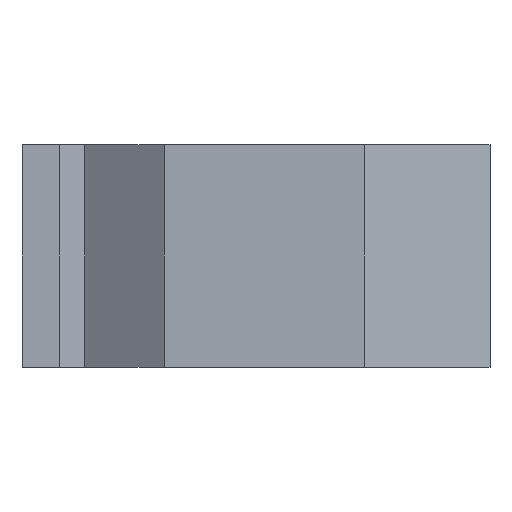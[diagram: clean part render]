
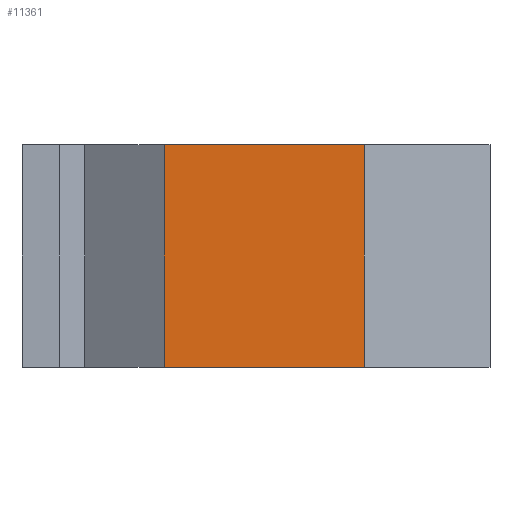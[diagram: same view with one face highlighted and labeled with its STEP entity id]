
A CAD part, front view. The second image highlights one B-rep face of the part: STEP entity #11361.
In plain terms, the highlighted planar face has unit normal (0, 1, 0).
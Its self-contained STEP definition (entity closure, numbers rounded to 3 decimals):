
#71 = PLANE('',#72);
#72 = AXIS2_PLACEMENT_3D('',#73,#74,#75);
#73 = CARTESIAN_POINT('',(9.,1.,30.));
#74 = DIRECTION('',(-0.,0.,-1.));
#75 = DIRECTION('',(-1.,0.,0.));
#918 = PLANE('',#919);
#919 = AXIS2_PLACEMENT_3D('',#920,#921,#922);
#920 = CARTESIAN_POINT('',(44.539,1.,0.));
#921 = DIRECTION('',(0.,-0.,1.));
#922 = DIRECTION('',(1.,0.,0.));
#2418 = VERTEX_POINT('',#2419);
#2419 = CARTESIAN_POINT('',(39.053,-17.,30.));
#2433 = PLANE('',#2434);
#2434 = AXIS2_PLACEMENT_3D('',#2435,#2436,#2437);
#2435 = CARTESIAN_POINT('',(47.526,-12.108,15.));
#2436 = DIRECTION('',(0.5,-0.866,0.
    ));
#2437 = DIRECTION('',(-0.866,-0.5,0.));
#2445 = EDGE_CURVE('',#2446,#2418,#2448,.T.);
#2446 = VERTEX_POINT('',#2447);
#2447 = CARTESIAN_POINT('',(12.133,-17.,30.));
#2448 = SURFACE_CURVE('',#2449,(#2453,#2460),.PCURVE_S1.);
#2449 = LINE('',#2450,#2451);
#2450 = CARTESIAN_POINT('',(12.133,-17.,30.));
#2451 = VECTOR('',#2452,1.);
#2452 = DIRECTION('',(1.,0.,0.));
#2453 = PCURVE('',#71,#2454);
#2454 = DEFINITIONAL_REPRESENTATION('',(#2455),#2459);
#2455 = LINE('',#2456,#2457);
#2456 = CARTESIAN_POINT('',(-3.133,-18.));
#2457 = VECTOR('',#2458,1.);
#2458 = DIRECTION('',(-1.,0.));
#2459 = ( GEOMETRIC_REPRESENTATION_CONTEXT(2) 
PARAMETRIC_REPRESENTATION_CONTEXT() REPRESENTATION_CONTEXT('2D SPACE',''
  ) );
#2460 = PCURVE('',#2461,#2466);
#2461 = PLANE('',#2462);
#2462 = AXIS2_PLACEMENT_3D('',#2463,#2464,#2465);
#2463 = CARTESIAN_POINT('',(12.133,-17.,0.));
#2464 = DIRECTION('',(0.,-1.,0.));
#2465 = DIRECTION('',(0.,-0.,-1.));
#2466 = DEFINITIONAL_REPRESENTATION('',(#2467),#2471);
#2467 = LINE('',#2468,#2469);
#2468 = CARTESIAN_POINT('',(-30.,0.));
#2469 = VECTOR('',#2470,1.);
#2470 = DIRECTION('',(0.,1.));
#2471 = ( GEOMETRIC_REPRESENTATION_CONTEXT(2) 
PARAMETRIC_REPRESENTATION_CONTEXT() REPRESENTATION_CONTEXT('2D SPACE',''
  ) );
#2489 = PLANE('',#2490);
#2490 = AXIS2_PLACEMENT_3D('',#2491,#2492,#2493);
#2491 = CARTESIAN_POINT('',(6.788,-13.257,15.));
#2492 = DIRECTION('',(-0.574,-0.819,0.
    ));
#2493 = DIRECTION('',(-0.819,0.574,0.));
#6698 = VERTEX_POINT('',#6699);
#6699 = CARTESIAN_POINT('',(12.133,-17.,0.));
#6720 = EDGE_CURVE('',#6721,#6698,#6723,.T.);
#6721 = VERTEX_POINT('',#6722);
#6722 = CARTESIAN_POINT('',(39.053,-17.,0.));
#6723 = SURFACE_CURVE('',#6724,(#6728,#6735),.PCURVE_S1.);
#6724 = LINE('',#6725,#6726);
#6725 = CARTESIAN_POINT('',(39.053,-17.,0.));
#6726 = VECTOR('',#6727,1.);
#6727 = DIRECTION('',(-1.,0.,0.));
#6728 = PCURVE('',#918,#6729);
#6729 = DEFINITIONAL_REPRESENTATION('',(#6730),#6734);
#6730 = LINE('',#6731,#6732);
#6731 = CARTESIAN_POINT('',(-5.486,-18.));
#6732 = VECTOR('',#6733,1.);
#6733 = DIRECTION('',(-1.,0.));
#6734 = ( GEOMETRIC_REPRESENTATION_CONTEXT(2) 
PARAMETRIC_REPRESENTATION_CONTEXT() REPRESENTATION_CONTEXT('2D SPACE',''
  ) );
#6735 = PCURVE('',#2461,#6736);
#6736 = DEFINITIONAL_REPRESENTATION('',(#6737),#6741);
#6737 = LINE('',#6738,#6739);
#6738 = CARTESIAN_POINT('',(0.,26.919));
#6739 = VECTOR('',#6740,1.);
#6740 = DIRECTION('',(-0.,-1.));
#6741 = ( GEOMETRIC_REPRESENTATION_CONTEXT(2) 
PARAMETRIC_REPRESENTATION_CONTEXT() REPRESENTATION_CONTEXT('2D SPACE',''
  ) );
#11338 = EDGE_CURVE('',#6698,#2446,#11339,.T.);
#11339 = SURFACE_CURVE('',#11340,(#11344,#11351),.PCURVE_S1.);
#11340 = LINE('',#11341,#11342);
#11341 = CARTESIAN_POINT('',(12.133,-17.,0.));
#11342 = VECTOR('',#11343,1.);
#11343 = DIRECTION('',(0.,0.,1.));
#11344 = PCURVE('',#2489,#11345);
#11345 = DEFINITIONAL_REPRESENTATION('',(#11346),#11350);
#11346 = LINE('',#11347,#11348);
#11347 = CARTESIAN_POINT('',(-6.525,15.));
#11348 = VECTOR('',#11349,1.);
#11349 = DIRECTION('',(0.,-1.));
#11350 = ( GEOMETRIC_REPRESENTATION_CONTEXT(2) 
PARAMETRIC_REPRESENTATION_CONTEXT() REPRESENTATION_CONTEXT('2D SPACE',''
  ) );
#11351 = PCURVE('',#2461,#11352);
#11352 = DEFINITIONAL_REPRESENTATION('',(#11353),#11357);
#11353 = LINE('',#11354,#11355);
#11354 = CARTESIAN_POINT('',(0.,0.));
#11355 = VECTOR('',#11356,1.);
#11356 = DIRECTION('',(-1.,0.));
#11357 = ( GEOMETRIC_REPRESENTATION_CONTEXT(2) 
PARAMETRIC_REPRESENTATION_CONTEXT() REPRESENTATION_CONTEXT('2D SPACE',''
  ) );
#11361 = ADVANCED_FACE('',(#11362),#2461,.F.);
#11362 = FACE_BOUND('',#11363,.T.);
#11363 = EDGE_LOOP('',(#11364,#11365,#11366,#11387));
#11364 = ORIENTED_EDGE('',*,*,#11338,.T.);
#11365 = ORIENTED_EDGE('',*,*,#2445,.T.);
#11366 = ORIENTED_EDGE('',*,*,#11367,.F.);
#11367 = EDGE_CURVE('',#6721,#2418,#11368,.T.);
#11368 = SURFACE_CURVE('',#11369,(#11373,#11380),.PCURVE_S1.);
#11369 = LINE('',#11370,#11371);
#11370 = CARTESIAN_POINT('',(39.053,-17.,0.));
#11371 = VECTOR('',#11372,1.);
#11372 = DIRECTION('',(0.,0.,1.));
#11373 = PCURVE('',#2461,#11374);
#11374 = DEFINITIONAL_REPRESENTATION('',(#11375),#11379);
#11375 = LINE('',#11376,#11377);
#11376 = CARTESIAN_POINT('',(0.,26.919));
#11377 = VECTOR('',#11378,1.);
#11378 = DIRECTION('',(-1.,0.));
#11379 = ( GEOMETRIC_REPRESENTATION_CONTEXT(2) 
PARAMETRIC_REPRESENTATION_CONTEXT() REPRESENTATION_CONTEXT('2D SPACE',''
  ) );
#11380 = PCURVE('',#2433,#11381);
#11381 = DEFINITIONAL_REPRESENTATION('',(#11382),#11386);
#11382 = LINE('',#11383,#11384);
#11383 = CARTESIAN_POINT('',(9.785,15.));
#11384 = VECTOR('',#11385,1.);
#11385 = DIRECTION('',(0.,-1.));
#11386 = ( GEOMETRIC_REPRESENTATION_CONTEXT(2) 
PARAMETRIC_REPRESENTATION_CONTEXT() REPRESENTATION_CONTEXT('2D SPACE',''
  ) );
#11387 = ORIENTED_EDGE('',*,*,#6720,.T.);
